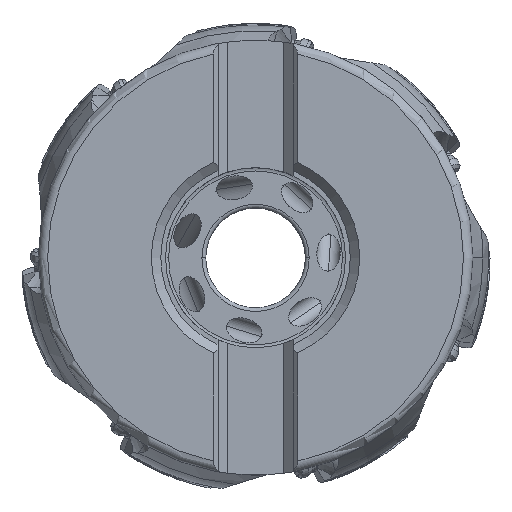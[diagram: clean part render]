
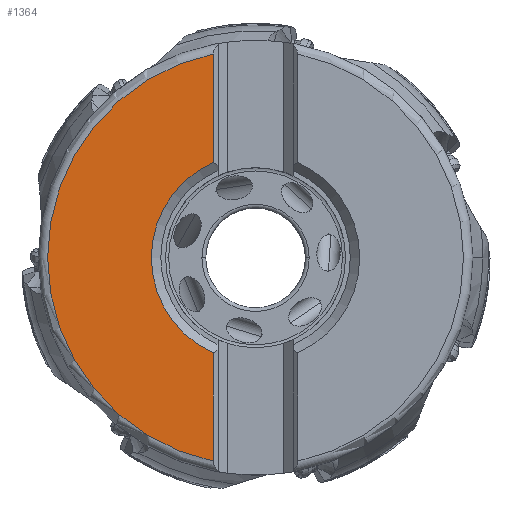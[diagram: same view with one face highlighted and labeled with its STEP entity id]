
A CAD part, top view. The second image highlights one B-rep face of the part: STEP entity #1364.
In plain terms, the highlighted planar face has unit normal (0, 0, 1).
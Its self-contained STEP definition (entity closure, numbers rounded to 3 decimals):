
#677=FACE_OUTER_BOUND('',#2361,.T.);
#1364=ADVANCED_FACE('',(#677),#2017,.T.);
#2017=PLANE('',#14304);
#2361=EDGE_LOOP('',(#5735,#5736,#5737,#5738));
#3288=LINE('',#21452,#3900);
#3289=LINE('',#21453,#3901);
#3900=VECTOR('',#16306,1.);
#3901=VECTOR('',#16307,1.);
#4486=CIRCLE('',#14299,11.025);
#4488=CIRCLE('',#14303,22.);
#5735=ORIENTED_EDGE('',*,*,#11341,.T.);
#5736=ORIENTED_EDGE('',*,*,#11342,.F.);
#5737=ORIENTED_EDGE('',*,*,#11334,.F.);
#5738=ORIENTED_EDGE('',*,*,#11343,.F.);
#9757=VERTEX_POINT('',#21420);
#9758=VERTEX_POINT('',#21422);
#9762=VERTEX_POINT('',#21450);
#9763=VERTEX_POINT('',#21451);
#11334=EDGE_CURVE('',#9757,#9758,#4486,.T.);
#11341=EDGE_CURVE('',#9762,#9763,#4488,.T.);
#11342=EDGE_CURVE('',#9758,#9763,#3288,.T.);
#11343=EDGE_CURVE('',#9762,#9757,#3289,.T.);
#14299=AXIS2_PLACEMENT_3D('',#21421,#16294,#16295);
#14303=AXIS2_PLACEMENT_3D('',#21449,#16304,#16305);
#14304=AXIS2_PLACEMENT_3D('',#21454,#16308,#16309);
#16294=DIRECTION('',(0.,0.,1.));
#16295=DIRECTION('',(-0.405,0.914,0.));
#16304=DIRECTION('',(0.,0.,1.));
#16305=DIRECTION('',(-0.203,0.979,0.));
#16306=DIRECTION('',(0.,-1.,0.));
#16307=DIRECTION('',(0.,-1.,0.));
#16308=DIRECTION('',(0.,0.,1.));
#16309=DIRECTION('',(1.,0.,0.));
#21420=CARTESIAN_POINT('',(-4.47,10.078,0.));
#21421=CARTESIAN_POINT('',(0.,0.,0.));
#21422=CARTESIAN_POINT('',(-4.47,-10.078,0.));
#21449=CARTESIAN_POINT('',(0.,0.,0.));
#21450=CARTESIAN_POINT('',(-4.47,21.541,0.));
#21451=CARTESIAN_POINT('',(-4.47,-21.541,0.));
#21452=CARTESIAN_POINT('',(-4.47,-10.078,0.));
#21453=CARTESIAN_POINT('',(-4.47,21.541,0.));
#21454=CARTESIAN_POINT('',(13.31,0.,0.));
